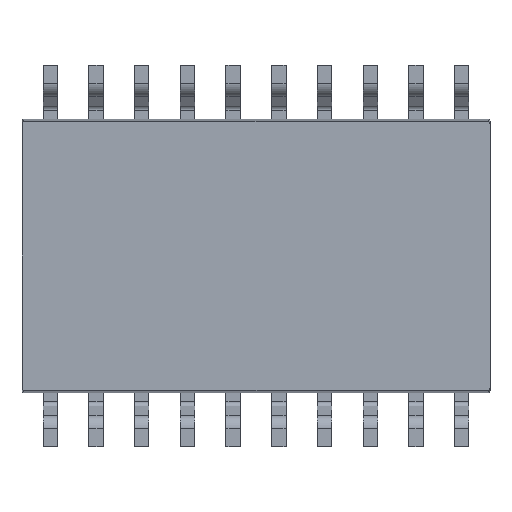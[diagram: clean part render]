
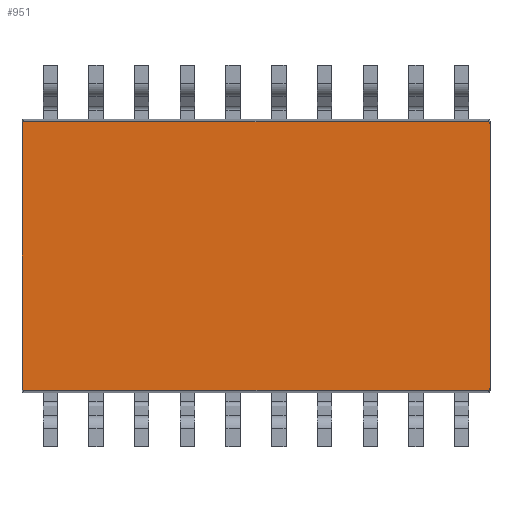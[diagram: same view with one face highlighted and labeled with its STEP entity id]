
A CAD part, front view. The second image highlights one B-rep face of the part: STEP entity #951.
In plain terms, the highlighted planar face has unit normal (0, -1, 0).
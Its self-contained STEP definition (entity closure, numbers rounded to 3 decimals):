
#2 = CARTESIAN_POINT ( 'NONE',  ( -6.5, -1.175, -3.678 ) ) ;
#62 = FACE_OUTER_BOUND ( 'NONE', #767, .T. ) ;
#67 = EDGE_CURVE ( 'NONE', #687, #1199, #204, .T. ) ;
#108 = AXIS2_PLACEMENT_3D ( 'NONE', #2116, #702, #1090 ) ;
#129 = CARTESIAN_POINT ( 'NONE',  ( -6.479, -1.175, 3.728 ) ) ;
#167 = DIRECTION ( 'NONE',  ( 0., 0., -1. ) ) ;
#202 = VERTEX_POINT ( 'NONE', #1976 ) ;
#204 =( BOUNDED_CURVE ( )  B_SPLINE_CURVE ( 3, ( #777, #786, #2030, #1326 ),
 .UNSPECIFIED., .F., .T. ) 
 B_SPLINE_CURVE_WITH_KNOTS ( ( 4, 4 ),
 ( 3.142, 4.712 ),
 .UNSPECIFIED. ) 
 CURVE ( )  GEOMETRIC_REPRESENTATION_ITEM ( )  RATIONAL_B_SPLINE_CURVE ( ( 1., 0.805, 0.805, 1. ) ) 
 REPRESENTATION_ITEM ( '' )  );
#216 = CARTESIAN_POINT ( 'NONE',  ( -6.45, -1.175, 3.728 ) ) ;
#271 = VECTOR ( 'NONE', #1016, 1000. ) ;
#318 = CARTESIAN_POINT ( 'NONE',  ( 6.5, -1.175, 3.678 ) ) ;
#394 = ORIENTED_EDGE ( 'NONE', *, *, #1403, .F. ) ;
#434 = EDGE_CURVE ( 'NONE', #2152, #687, #797, .T. ) ;
#435 = VECTOR ( 'NONE', #1539, 1000. ) ;
#469 = CARTESIAN_POINT ( 'NONE',  ( -6.5, -1.175, 3.708 ) ) ;
#687 = VERTEX_POINT ( 'NONE', #919 ) ;
#699 = CARTESIAN_POINT ( 'NONE',  ( 6.5, -1.175, 3.708 ) ) ;
#702 = DIRECTION ( 'NONE',  ( 0., 1., 0. ) ) ;
#758 = VECTOR ( 'NONE', #167, 1000. ) ;
#767 = EDGE_LOOP ( 'NONE', ( #1738, #394, #2261, #1841, #1589, #928, #934, #1601 ) ) ;
#777 = CARTESIAN_POINT ( 'NONE',  ( -6.45, -1.175, -3.728 ) ) ;
#782 = VERTEX_POINT ( 'NONE', #788 ) ;
#786 = CARTESIAN_POINT ( 'NONE',  ( -6.479, -1.175, -3.728 ) ) ;
#788 = CARTESIAN_POINT ( 'NONE',  ( 6.45, -1.175, 3.728 ) ) ;
#797 = LINE ( 'NONE', #833, #271 ) ;
#833 = CARTESIAN_POINT ( 'NONE',  ( -6.5, -1.175, -3.728 ) ) ;
#842 = CARTESIAN_POINT ( 'NONE',  ( -6.45, -1.175, 3.728 ) ) ;
#857 = CARTESIAN_POINT ( 'NONE',  ( 6.5, -1.175, 3.678 ) ) ;
#891 =( BOUNDED_CURVE ( )  B_SPLINE_CURVE ( 3, ( #1233, #1776, #699, #857 ),
 .UNSPECIFIED., .F., .T. ) 
 B_SPLINE_CURVE_WITH_KNOTS ( ( 4, 4 ),
 ( 3.142, 4.712 ),
 .UNSPECIFIED. ) 
 CURVE ( )  GEOMETRIC_REPRESENTATION_ITEM ( )  RATIONAL_B_SPLINE_CURVE ( ( 1., 0.805, 0.805, 1. ) ) 
 REPRESENTATION_ITEM ( '' )  );
#919 = CARTESIAN_POINT ( 'NONE',  ( -6.45, -1.175, -3.728 ) ) ;
#928 = ORIENTED_EDGE ( 'NONE', *, *, #2102, .F. ) ;
#934 = ORIENTED_EDGE ( 'NONE', *, *, #1308, .F. ) ;
#951 = ADVANCED_FACE ( 'NONE', ( #62 ), #2086, .F. ) ;
#1016 = DIRECTION ( 'NONE',  ( -1., 0., 0. ) ) ;
#1086 = CARTESIAN_POINT ( 'NONE',  ( 6.5, -1.175, -3.678 ) ) ;
#1090 = DIRECTION ( 'NONE',  ( 0., 0., 1. ) ) ;
#1097 = LINE ( 'NONE', #1809, #758 ) ;
#1199 = VERTEX_POINT ( 'NONE', #2 ) ;
#1207 = CARTESIAN_POINT ( 'NONE',  ( -6.5, -1.175, 3.678 ) ) ;
#1233 = CARTESIAN_POINT ( 'NONE',  ( 6.45, -1.175, 3.728 ) ) ;
#1308 = EDGE_CURVE ( 'NONE', #782, #1646, #891, .T. ) ;
#1326 = CARTESIAN_POINT ( 'NONE',  ( -6.5, -1.175, -3.678 ) ) ;
#1378 = LINE ( 'NONE', #1747, #435 ) ;
#1403 = EDGE_CURVE ( 'NONE', #1199, #202, #1378, .T. ) ;
#1488 = VERTEX_POINT ( 'NONE', #216 ) ;
#1539 = DIRECTION ( 'NONE',  ( 0., 0., 1. ) ) ;
#1587 = CARTESIAN_POINT ( 'NONE',  ( 6.5, -1.175, -3.678 ) ) ;
#1589 = ORIENTED_EDGE ( 'NONE', *, *, #2074, .F. ) ;
#1601 = ORIENTED_EDGE ( 'NONE', *, *, #2158, .F. ) ;
#1646 = VERTEX_POINT ( 'NONE', #318 ) ;
#1655 = CARTESIAN_POINT ( 'NONE',  ( 6.45, -1.175, -3.728 ) ) ;
#1666 = CARTESIAN_POINT ( 'NONE',  ( -6.5, -1.175, 3.728 ) ) ;
#1700 = VERTEX_POINT ( 'NONE', #1587 ) ;
#1738 = ORIENTED_EDGE ( 'NONE', *, *, #2275, .F. ) ;
#1747 = CARTESIAN_POINT ( 'NONE',  ( -6.5, -1.175, 3.8 ) ) ;
#1776 = CARTESIAN_POINT ( 'NONE',  ( 6.479, -1.175, 3.728 ) ) ;
#1809 = CARTESIAN_POINT ( 'NONE',  ( 6.5, -1.175, 3.8 ) ) ;
#1841 = ORIENTED_EDGE ( 'NONE', *, *, #434, .F. ) ;
#1886 = CARTESIAN_POINT ( 'NONE',  ( 6.45, -1.175, -3.728 ) ) ;
#1969 = VECTOR ( 'NONE', #2025, 1000. ) ;
#1976 = CARTESIAN_POINT ( 'NONE',  ( -6.5, -1.175, 3.678 ) ) ;
#1989 =( BOUNDED_CURVE ( )  B_SPLINE_CURVE ( 3, ( #1086, #2015, #2344, #1655 ),
 .UNSPECIFIED., .F., .T. ) 
 B_SPLINE_CURVE_WITH_KNOTS ( ( 4, 4 ),
 ( 4.712, 6.283 ),
 .UNSPECIFIED. ) 
 CURVE ( )  GEOMETRIC_REPRESENTATION_ITEM ( )  RATIONAL_B_SPLINE_CURVE ( ( 1., 0.805, 0.805, 1. ) ) 
 REPRESENTATION_ITEM ( '' )  );
#2015 = CARTESIAN_POINT ( 'NONE',  ( 6.5, -1.175, -3.708 ) ) ;
#2025 = DIRECTION ( 'NONE',  ( 1., 0., 0. ) ) ;
#2030 = CARTESIAN_POINT ( 'NONE',  ( -6.5, -1.175, -3.708 ) ) ;
#2074 = EDGE_CURVE ( 'NONE', #1700, #2152, #1989, .T. ) ;
#2086 = PLANE ( 'NONE',  #108 ) ;
#2102 = EDGE_CURVE ( 'NONE', #1646, #1700, #1097, .T. ) ;
#2116 = CARTESIAN_POINT ( 'NONE',  ( -6.5, -1.175, 3.8 ) ) ;
#2152 = VERTEX_POINT ( 'NONE', #1886 ) ;
#2158 = EDGE_CURVE ( 'NONE', #1488, #782, #2252, .T. ) ;
#2231 =( BOUNDED_CURVE ( )  B_SPLINE_CURVE ( 3, ( #1207, #469, #129, #842 ),
 .UNSPECIFIED., .F., .T. ) 
 B_SPLINE_CURVE_WITH_KNOTS ( ( 4, 4 ),
 ( 4.712, 6.283 ),
 .UNSPECIFIED. ) 
 CURVE ( )  GEOMETRIC_REPRESENTATION_ITEM ( )  RATIONAL_B_SPLINE_CURVE ( ( 1., 0.805, 0.805, 1. ) ) 
 REPRESENTATION_ITEM ( '' )  );
#2252 = LINE ( 'NONE', #1666, #1969 ) ;
#2261 = ORIENTED_EDGE ( 'NONE', *, *, #67, .F. ) ;
#2275 = EDGE_CURVE ( 'NONE', #202, #1488, #2231, .T. ) ;
#2344 = CARTESIAN_POINT ( 'NONE',  ( 6.479, -1.175, -3.728 ) ) ;
